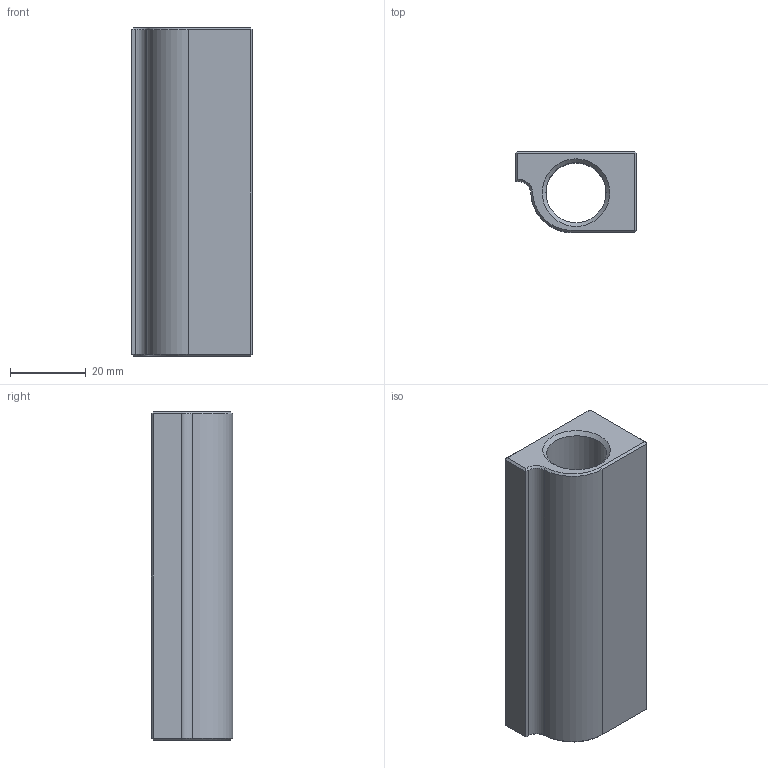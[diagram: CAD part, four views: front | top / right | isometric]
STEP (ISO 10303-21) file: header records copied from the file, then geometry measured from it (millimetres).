
FILE_DESCRIPTION(('FreeCAD Model'),'2;1');
FILE_NAME('double-bearing-holder_black_v1.8.step', '2017-12-19T10:07:35',('Author'),(''), 'Open CASCADE STEP processor 6.9','FreeCAD','Unknown');
FILE_SCHEMA(('AUTOMOTIVE_DESIGN { 1 0 10303 214 1 1 1 1 }'));
Length unit declared in the file: millimetre
Products named in the file (1): Chamfer002
Bounding box: 32 x 21.5 x 87 mm (x, y, z)
Volume: 35232.9 mm3; surface area: 14260.7 mm2
Topology: 1 solids, 1 shells, 58 faces, 121 edges, 69 vertices
Faces by surface type: plane 34, cone 11, cylinder 10, bspline 3
Full cylindrical faces by diameter (mm): 2.5 x4, 4.3 x4, 15.9 x1
Entity records: 3737 total; most frequent: CARTESIAN_POINT 1286, DIRECTION 438, ORIENTED_EDGE 242, LINE 242, VECTOR 242, PCURVE 242, DEFINITIONAL_REPRESENTATION 242, EDGE_CURVE 121
